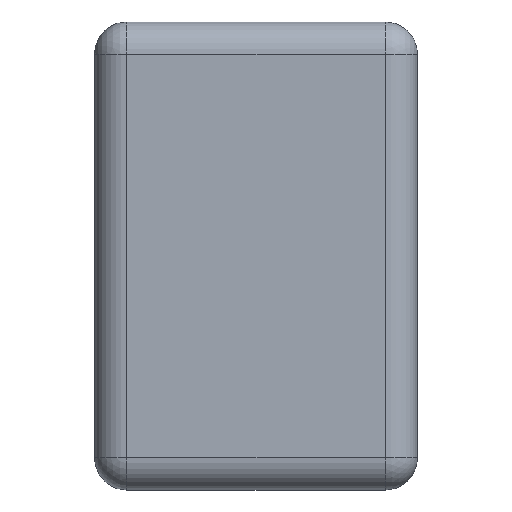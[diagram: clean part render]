
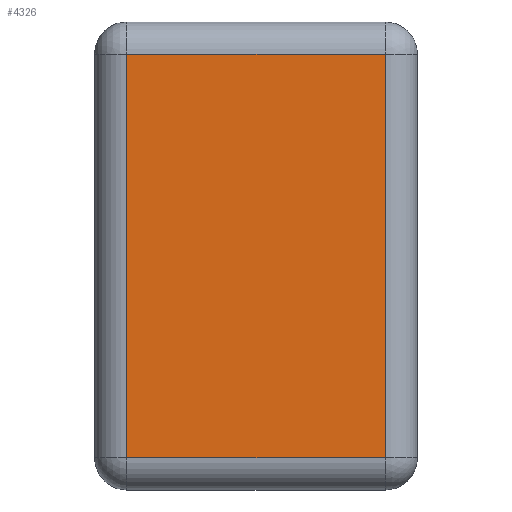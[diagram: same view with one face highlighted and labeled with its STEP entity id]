
A CAD part, left-side view. The second image highlights one B-rep face of the part: STEP entity #4326.
In plain terms, the highlighted face is planar.
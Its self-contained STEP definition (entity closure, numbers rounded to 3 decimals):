
#525 = LINE ( 'NONE', #1988, #4249 ) ;
#702 = ORIENTED_EDGE ( 'NONE', *, *, #3590, .T. ) ;
#713 = FACE_OUTER_BOUND ( 'NONE', #1598, .T. ) ;
#783 = CARTESIAN_POINT ( 'NONE',  ( 0.1, 0.1, -0.1 ) ) ;
#848 = CARTESIAN_POINT ( 'NONE',  ( 0.1, 0.1, 0. ) ) ;
#1038 = VERTEX_POINT ( 'NONE', #1702 ) ;
#1127 = CARTESIAN_POINT ( 'NONE',  ( 0.1, 0.9, -0.1 ) ) ;
#1277 = EDGE_CURVE ( 'NONE', #1038, #3375, #1591, .T. ) ;
#1480 = DIRECTION ( 'NONE',  ( 0., -1., 0. ) ) ;
#1516 = ORIENTED_EDGE ( 'NONE', *, *, #3426, .T. ) ;
#1534 = ORIENTED_EDGE ( 'NONE', *, *, #1277, .T. ) ;
#1557 = DIRECTION ( 'NONE',  ( 0., 0., -1. ) ) ;
#1591 = LINE ( 'NONE', #4509, #2372 ) ;
#1598 = EDGE_LOOP ( 'NONE', ( #4626, #1534, #702, #1516 ) ) ;
#1702 = CARTESIAN_POINT ( 'NONE',  ( 0.1, 0.1, -1.35 ) ) ;
#1988 = CARTESIAN_POINT ( 'NONE',  ( 0.1, 0.9, 0. ) ) ;
#1996 = EDGE_CURVE ( 'NONE', #3800, #1038, #2861, .T. ) ;
#2081 = PLANE ( 'NONE',  #3797 ) ;
#2372 = VECTOR ( 'NONE', #2656, 1000. ) ;
#2406 = DIRECTION ( 'NONE',  ( 0., 0., 1. ) ) ;
#2656 = DIRECTION ( 'NONE',  ( 0., 1., 0. ) ) ;
#2720 = DIRECTION ( 'NONE',  ( 0., 0., 1. ) ) ;
#2861 = LINE ( 'NONE', #848, #3027 ) ;
#3027 = VECTOR ( 'NONE', #1557, 1000. ) ;
#3177 = VERTEX_POINT ( 'NONE', #1127 ) ;
#3270 = CARTESIAN_POINT ( 'NONE',  ( 0.1, 0., -0.1 ) ) ;
#3375 = VERTEX_POINT ( 'NONE', #4417 ) ;
#3426 = EDGE_CURVE ( 'NONE', #3177, #3800, #4530, .T. ) ;
#3590 = EDGE_CURVE ( 'NONE', #3375, #3177, #525, .T. ) ;
#3797 = AXIS2_PLACEMENT_3D ( 'NONE', #4599, #4540, #2720 ) ;
#3800 = VERTEX_POINT ( 'NONE', #783 ) ;
#3907 = VECTOR ( 'NONE', #1480, 1000. ) ;
#4249 = VECTOR ( 'NONE', #2406, 1000. ) ;
#4326 = ADVANCED_FACE ( 'NONE', ( #713 ), #2081, .F. ) ;
#4417 = CARTESIAN_POINT ( 'NONE',  ( 0.1, 0.9, -1.35 ) ) ;
#4509 = CARTESIAN_POINT ( 'NONE',  ( 0.1, 0., -1.35 ) ) ;
#4530 = LINE ( 'NONE', #3270, #3907 ) ;
#4540 = DIRECTION ( 'NONE',  ( -1., 0., 0. ) ) ;
#4599 = CARTESIAN_POINT ( 'NONE',  ( 0.1, 0., 0. ) ) ;
#4626 = ORIENTED_EDGE ( 'NONE', *, *, #1996, .T. ) ;
